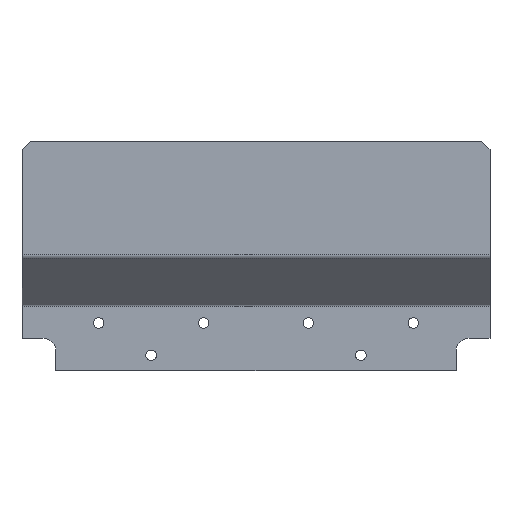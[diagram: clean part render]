
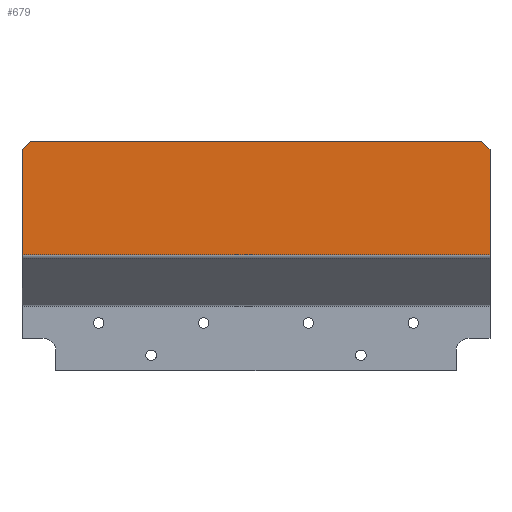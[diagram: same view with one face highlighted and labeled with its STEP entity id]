
A CAD part, top view. The second image highlights one B-rep face of the part: STEP entity #679.
In plain terms, the highlighted planar face has unit normal (0, 0, 1).
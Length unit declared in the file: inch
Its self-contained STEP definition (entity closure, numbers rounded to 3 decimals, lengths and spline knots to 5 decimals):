
#31 = LINE ( 'NONE', #899, #1040 ) ;
#44 = DIRECTION ( 'NONE',  ( -1., 0., 0. ) ) ;
#53 = VERTEX_POINT ( 'NONE', #61 ) ;
#61 = CARTESIAN_POINT ( 'NONE',  ( 0.19685, 5.80709, 1.25984 ) ) ;
#74 = ORIENTED_EDGE ( 'NONE', *, *, #441, .F. ) ;
#129 = CARTESIAN_POINT ( 'NONE',  ( 0., 5.80709, 1.25984 ) ) ;
#152 = VECTOR ( 'NONE', #44, 39.37008 ) ;
#167 = CARTESIAN_POINT ( 'NONE',  ( 11.41732, 5.61024, 1.25984 ) ) ;
#199 = VECTOR ( 'NONE', #1147, 39.37008 ) ;
#231 = DIRECTION ( 'NONE',  ( 0., -1., 0. ) ) ;
#263 = VERTEX_POINT ( 'NONE', #710 ) ;
#270 = LINE ( 'NONE', #780, #152 ) ;
#298 = DIRECTION ( 'NONE',  ( -1., 0., 0. ) ) ;
#401 = LINE ( 'NONE', #1021, #586 ) ;
#440 = DIRECTION ( 'NONE',  ( -0.707, 0.707, 0. ) ) ;
#441 = EDGE_CURVE ( 'NONE', #676, #674, #447, .T. ) ;
#447 = LINE ( 'NONE', #498, #1109 ) ;
#467 = AXIS2_PLACEMENT_3D ( 'NONE', #1063, #978, #610 ) ;
#493 = LINE ( 'NONE', #501, #199 ) ;
#498 = CARTESIAN_POINT ( 'NONE',  ( 11.41732, 5.80709, 1.25984 ) ) ;
#501 = CARTESIAN_POINT ( 'NONE',  ( 0.19685, 5.80709, 1.25984 ) ) ;
#519 = EDGE_CURVE ( 'NONE', #53, #1129, #493, .T. ) ;
#550 = ORIENTED_EDGE ( 'NONE', *, *, #700, .T. ) ;
#586 = VECTOR ( 'NONE', #298, 39.37008 ) ;
#590 = ORIENTED_EDGE ( 'NONE', *, *, #1189, .T. ) ;
#606 = VERTEX_POINT ( 'NONE', #1043 ) ;
#610 = DIRECTION ( 'NONE',  ( 0., 1., 0. ) ) ;
#648 = EDGE_CURVE ( 'NONE', #1129, #263, #709, .T. ) ;
#674 = VERTEX_POINT ( 'NONE', #972 ) ;
#676 = VERTEX_POINT ( 'NONE', #167 ) ;
#679 = ADVANCED_FACE ( 'NONE', ( #1053 ), #1075, .F. ) ;
#700 = EDGE_CURVE ( 'NONE', #676, #606, #31, .T. ) ;
#709 = LINE ( 'NONE', #129, #1096 ) ;
#710 = CARTESIAN_POINT ( 'NONE',  ( 0., 3.03767, 1.25984 ) ) ;
#728 = ORIENTED_EDGE ( 'NONE', *, *, #648, .T. ) ;
#780 = CARTESIAN_POINT ( 'NONE',  ( 11.41732, 5.80709, 1.25984 ) ) ;
#899 = CARTESIAN_POINT ( 'NONE',  ( 11.41732, 5.61024, 1.25984 ) ) ;
#924 = EDGE_LOOP ( 'NONE', ( #74, #550, #590, #1033, #728, #991 ) ) ;
#949 = EDGE_CURVE ( 'NONE', #674, #263, #401, .T. ) ;
#972 = CARTESIAN_POINT ( 'NONE',  ( 11.41732, 3.03767, 1.25984 ) ) ;
#978 = DIRECTION ( 'NONE',  ( 0., 0., -1. ) ) ;
#991 = ORIENTED_EDGE ( 'NONE', *, *, #949, .F. ) ;
#1021 = CARTESIAN_POINT ( 'NONE',  ( 11.41732, 3.03767, 1.25984 ) ) ;
#1033 = ORIENTED_EDGE ( 'NONE', *, *, #519, .T. ) ;
#1037 = CARTESIAN_POINT ( 'NONE',  ( 0., 5.61024, 1.25984 ) ) ;
#1040 = VECTOR ( 'NONE', #440, 39.37008 ) ;
#1043 = CARTESIAN_POINT ( 'NONE',  ( 11.22047, 5.80709, 1.25984 ) ) ;
#1053 = FACE_OUTER_BOUND ( 'NONE', #924, .T. ) ;
#1063 = CARTESIAN_POINT ( 'NONE',  ( 11.41732, 5.80709, 1.25984 ) ) ;
#1075 = PLANE ( 'NONE',  #467 ) ;
#1096 = VECTOR ( 'NONE', #231, 39.37008 ) ;
#1109 = VECTOR ( 'NONE', #1116, 39.37008 ) ;
#1116 = DIRECTION ( 'NONE',  ( 0., -1., 0. ) ) ;
#1129 = VERTEX_POINT ( 'NONE', #1037 ) ;
#1147 = DIRECTION ( 'NONE',  ( -0.707, -0.707, 0. ) ) ;
#1189 = EDGE_CURVE ( 'NONE', #606, #53, #270, .T. ) ;
